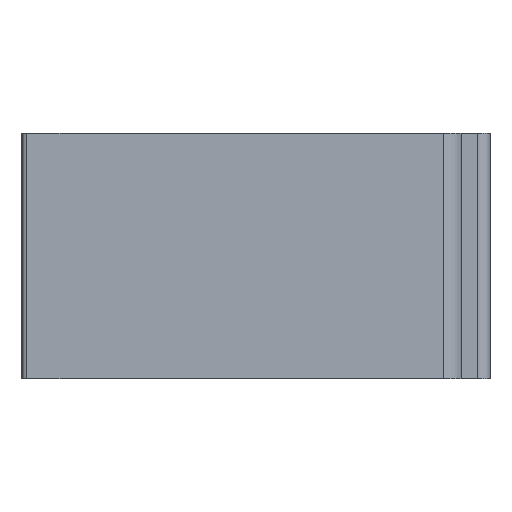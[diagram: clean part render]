
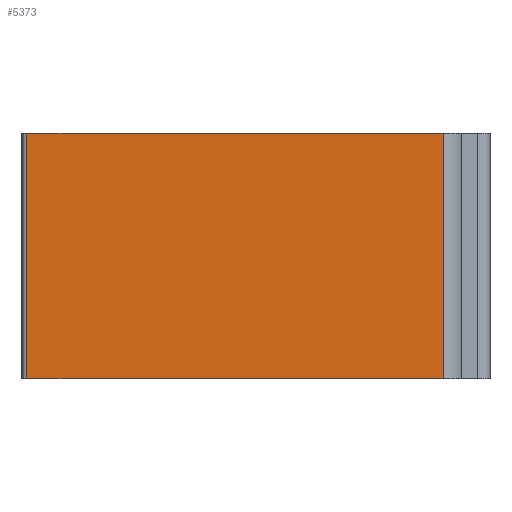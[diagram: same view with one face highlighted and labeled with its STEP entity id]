
A CAD part, left-side view. The second image highlights one B-rep face of the part: STEP entity #5373.
In plain terms, the highlighted planar face has unit normal (-1, 0, 0).
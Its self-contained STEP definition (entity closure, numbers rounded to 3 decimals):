
#85 = VECTOR ( 'NONE', #6475, 1000. ) ;
#190 = VECTOR ( 'NONE', #5314, 1000. ) ;
#489 = CARTESIAN_POINT ( 'NONE',  ( 1037.738, 0., 9.9 ) ) ;
#1403 = AXIS2_PLACEMENT_3D ( 'NONE', #3497, #8254, #4189 ) ;
#1509 = LINE ( 'NONE', #5448, #4708 ) ;
#2040 = DIRECTION ( 'NONE',  ( 0., 0., -1. ) ) ;
#2093 = VERTEX_POINT ( 'NONE', #6487 ) ;
#2456 = CARTESIAN_POINT ( 'NONE',  ( 1037.738, -212.134, 9.9 ) ) ;
#3034 = CARTESIAN_POINT ( 'NONE',  ( 1037.738, -195.36, 9.9 ) ) ;
#3165 = CARTESIAN_POINT ( 'NONE',  ( 1037.738, -195.36, 9.9 ) ) ;
#3292 = VECTOR ( 'NONE', #5999, 1000. ) ;
#3497 = CARTESIAN_POINT ( 'NONE',  ( 1037.738, 0., 9.9 ) ) ;
#3715 = EDGE_CURVE ( 'NONE', #6391, #4415, #7151, .T. ) ;
#3888 = EDGE_CURVE ( 'NONE', #6391, #8400, #7489, .T. ) ;
#4137 = EDGE_LOOP ( 'NONE', ( #4525, #8740, #6331, #6118 ) ) ;
#4189 = DIRECTION ( 'NONE',  ( 0., 1., 0. ) ) ;
#4398 = CARTESIAN_POINT ( 'NONE',  ( 1037.738, -195.36, 0. ) ) ;
#4415 = VERTEX_POINT ( 'NONE', #4398 ) ;
#4525 = ORIENTED_EDGE ( 'NONE', *, *, #5003, .T. ) ;
#4708 = VECTOR ( 'NONE', #2040, 1000. ) ;
#5003 = EDGE_CURVE ( 'NONE', #4415, #2093, #5091, .T. ) ;
#5091 = LINE ( 'NONE', #5331, #3292 ) ;
#5314 = DIRECTION ( 'NONE',  ( 0., -1., 0. ) ) ;
#5331 = CARTESIAN_POINT ( 'NONE',  ( 1037.738, 0., 0. ) ) ;
#5373 = ADVANCED_FACE ( 'NONE', ( #5933 ), #6197, .F. ) ;
#5448 = CARTESIAN_POINT ( 'NONE',  ( 1037.738, -212.134, 9.9 ) ) ;
#5933 = FACE_OUTER_BOUND ( 'NONE', #4137, .T. ) ;
#5999 = DIRECTION ( 'NONE',  ( 0., -1., 0. ) ) ;
#6038 = EDGE_CURVE ( 'NONE', #8400, #2093, #1509, .T. ) ;
#6118 = ORIENTED_EDGE ( 'NONE', *, *, #3715, .T. ) ;
#6197 = PLANE ( 'NONE',  #1403 ) ;
#6331 = ORIENTED_EDGE ( 'NONE', *, *, #3888, .F. ) ;
#6391 = VERTEX_POINT ( 'NONE', #3165 ) ;
#6475 = DIRECTION ( 'NONE',  ( 0., 0., -1. ) ) ;
#6487 = CARTESIAN_POINT ( 'NONE',  ( 1037.738, -212.134, 0. ) ) ;
#7151 = LINE ( 'NONE', #3034, #85 ) ;
#7489 = LINE ( 'NONE', #489, #190 ) ;
#8254 = DIRECTION ( 'NONE',  ( 1., 0., 0. ) ) ;
#8400 = VERTEX_POINT ( 'NONE', #2456 ) ;
#8740 = ORIENTED_EDGE ( 'NONE', *, *, #6038, .F. ) ;
